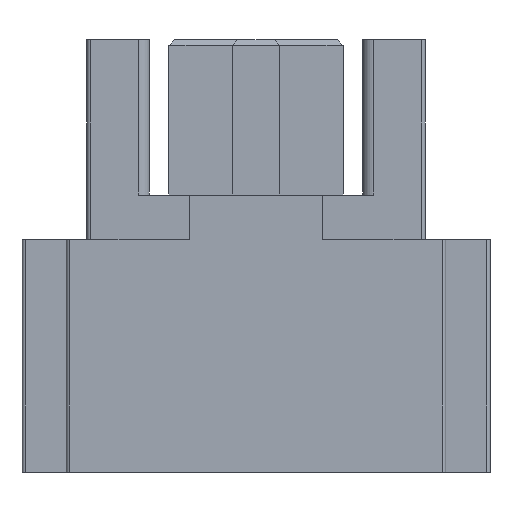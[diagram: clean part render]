
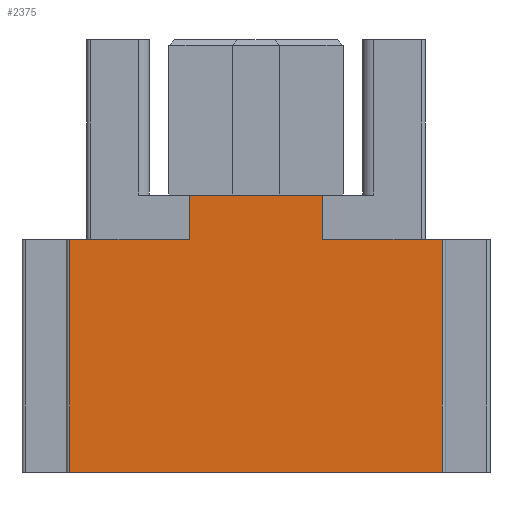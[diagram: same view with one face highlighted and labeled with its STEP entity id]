
A CAD part, front view. The second image highlights one B-rep face of the part: STEP entity #2375.
In plain terms, the highlighted planar face has unit normal (0, -1, 0).
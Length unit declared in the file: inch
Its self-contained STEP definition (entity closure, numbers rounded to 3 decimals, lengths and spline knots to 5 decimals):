
#59=LINE('',#3461,#359);
#61=LINE('',#3467,#361);
#63=LINE('',#3473,#363);
#64=LINE('',#3475,#364);
#65=LINE('',#3477,#365);
#66=LINE('',#3479,#366);
#67=LINE('',#3481,#367);
#68=LINE('',#3482,#368);
#359=VECTOR('',#2775,0.3937);
#361=VECTOR('',#2781,0.3937);
#363=VECTOR('',#2787,0.3937);
#364=VECTOR('',#2788,0.3937);
#365=VECTOR('',#2789,0.3937);
#366=VECTOR('',#2790,0.3937);
#367=VECTOR('',#2791,0.3937);
#368=VECTOR('',#2792,0.3937);
#623=PLANE('',#2519);
#755=FACE_OUTER_BOUND('',#879,.T.);
#879=EDGE_LOOP('',(#1726,#1727,#1728,#1729,#1730,#1731,#1732,#1733));
#1100=VERTEX_POINT('',#3458);
#1101=VERTEX_POINT('',#3460);
#1103=VERTEX_POINT('',#3466);
#1105=VERTEX_POINT('',#3472);
#1106=VERTEX_POINT('',#3474);
#1107=VERTEX_POINT('',#3476);
#1108=VERTEX_POINT('',#3478);
#1109=VERTEX_POINT('',#3480);
#1344=EDGE_CURVE('',#1100,#1101,#59,.T.);
#1347=EDGE_CURVE('',#1101,#1103,#61,.T.);
#1350=EDGE_CURVE('',#1100,#1105,#63,.T.);
#1351=EDGE_CURVE('',#1106,#1105,#64,.T.);
#1352=EDGE_CURVE('',#1107,#1106,#65,.T.);
#1353=EDGE_CURVE('',#1108,#1107,#66,.T.);
#1354=EDGE_CURVE('',#1109,#1108,#67,.T.);
#1355=EDGE_CURVE('',#1109,#1103,#68,.T.);
#1726=ORIENTED_EDGE('',*,*,#1347,.F.);
#1727=ORIENTED_EDGE('',*,*,#1344,.F.);
#1728=ORIENTED_EDGE('',*,*,#1350,.T.);
#1729=ORIENTED_EDGE('',*,*,#1351,.F.);
#1730=ORIENTED_EDGE('',*,*,#1352,.F.);
#1731=ORIENTED_EDGE('',*,*,#1353,.F.);
#1732=ORIENTED_EDGE('',*,*,#1354,.F.);
#1733=ORIENTED_EDGE('',*,*,#1355,.T.);
#2375=ADVANCED_FACE('',(#755),#623,.T.);
#2519=AXIS2_PLACEMENT_3D('',#3471,#2785,#2786);
#2775=DIRECTION('',(1.,0.,0.));
#2781=DIRECTION('',(0.,0.,-1.));
#2785=DIRECTION('center_axis',(0.,-1.,0.));
#2786=DIRECTION('ref_axis',(1.,0.,0.));
#2787=DIRECTION('',(0.,0.,1.));
#2788=DIRECTION('',(1.,0.,0.));
#2789=DIRECTION('',(0.,0.,1.));
#2790=DIRECTION('',(1.,0.,0.));
#2791=DIRECTION('',(0.,0.,1.));
#2792=DIRECTION('',(1.,0.,0.));
#3458=CARTESIAN_POINT('',(0.271,0.,0.21));
#3460=CARTESIAN_POINT('',(0.379,0.,0.21));
#3461=CARTESIAN_POINT('',(0.,0.,0.21));
#3466=CARTESIAN_POINT('',(0.379,0.,0.));
#3467=CARTESIAN_POINT('',(0.379,0.,0.105));
#3471=CARTESIAN_POINT('Origin',(0.151,0.,0.21));
#3472=CARTESIAN_POINT('',(0.271,0.,0.25));
#3473=CARTESIAN_POINT('',(0.271,0.,0.21));
#3474=CARTESIAN_POINT('',(0.151,0.,0.25));
#3475=CARTESIAN_POINT('',(0.151,0.,0.25));
#3476=CARTESIAN_POINT('',(0.151,0.,0.21));
#3477=CARTESIAN_POINT('',(0.151,0.,0.21));
#3478=CARTESIAN_POINT('',(0.043,0.,0.21));
#3479=CARTESIAN_POINT('',(0.,0.,0.21));
#3480=CARTESIAN_POINT('',(0.043,0.,0.));
#3481=CARTESIAN_POINT('',(0.043,0.,0.105));
#3482=CARTESIAN_POINT('',(0.,0.,0.));
